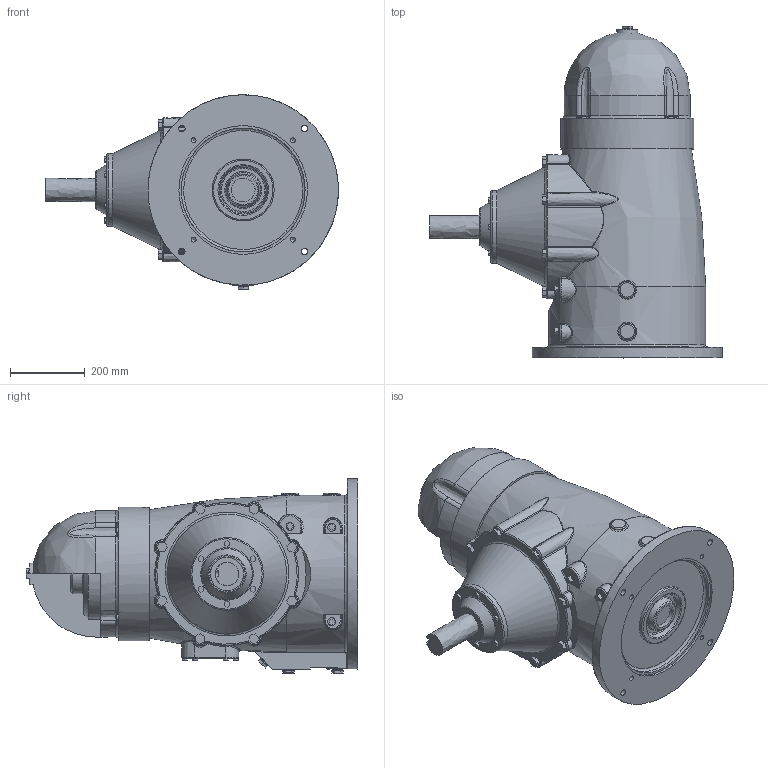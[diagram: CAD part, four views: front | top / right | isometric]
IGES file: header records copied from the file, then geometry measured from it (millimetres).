
Global section: file name: No Iges File Name specified; native system: Autodesk Inventor 2013; preprocessor: AutoDesk Inventor Iges Exporter R2013; author: michaela; date: 20140109.114500; units: inch
Bounding box: 780.82 x 885.38 x 518.77 mm (x, y, z)
Volume: 107006556.8 mm3; surface area: 1653651.7 mm2
Topology: 1 solids, 2 shells, 925 faces, 2340 edges, 1497 vertices
Faces by surface type: bspline 925
